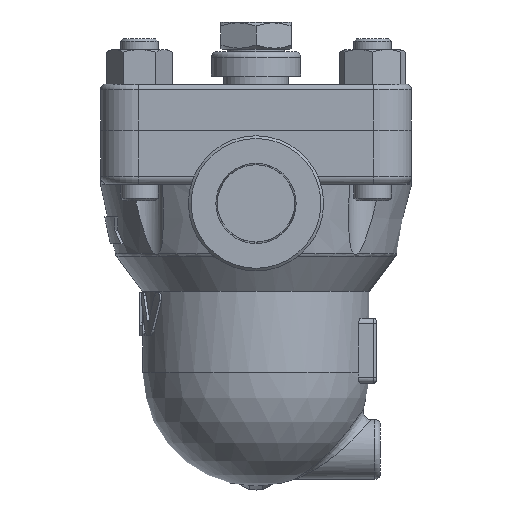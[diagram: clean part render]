
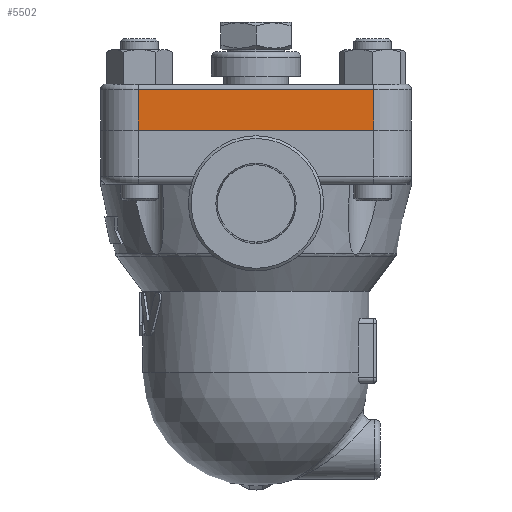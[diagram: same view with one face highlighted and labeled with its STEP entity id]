
A CAD part, left-side view. The second image highlights one B-rep face of the part: STEP entity #5502.
In plain terms, the highlighted planar face has unit normal (-1, 0, 0).
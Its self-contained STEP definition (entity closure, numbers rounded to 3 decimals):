
#4649=CARTESIAN_POINT('',(-57.5,-43.5,35.1));
#4650=VERTEX_POINT('',#4649);
#4683=CARTESIAN_POINT('',(-57.5,43.5,35.1));
#4684=VERTEX_POINT('',#4683);
#4692=CARTESIAN_POINT('',(-57.5,43.5,35.1));
#4693=DIRECTION('',(0.0,-1.0,0.0));
#4694=VECTOR('',#4693,87.);
#4695=LINE('',#4692,#4694);
#4696=EDGE_CURVE('',#4684,#4650,#4695,.T.);
#5380=CARTESIAN_POINT('',(-57.5,-43.5,20.1));
#5381=VERTEX_POINT('',#5380);
#5391=CARTESIAN_POINT('',(-57.5,43.5,20.1));
#5392=VERTEX_POINT('',#5391);
#5393=CARTESIAN_POINT('',(-57.5,43.5,20.1));
#5394=DIRECTION('',(0.0,-1.0,0.0));
#5395=VECTOR('',#5394,87.);
#5396=LINE('',#5393,#5395);
#5397=EDGE_CURVE('',#5392,#5381,#5396,.T.);
#5481=CARTESIAN_POINT('',(-57.5,-43.5,20.1));
#5482=DIRECTION('',(-1.0,0.0,0.0));
#5483=DIRECTION('',(0.0,0.0,1.0));
#5484=AXIS2_PLACEMENT_3D('',#5481,#5482,#5483);
#5485=PLANE('',#5484);
#5486=ORIENTED_EDGE('',*,*,#4696,.F.);
#5487=CARTESIAN_POINT('',(-57.5,43.5,20.1));
#5488=DIRECTION('',(0.0,0.0,1.0));
#5489=VECTOR('',#5488,15.);
#5490=LINE('',#5487,#5489);
#5491=EDGE_CURVE('',#5392,#4684,#5490,.T.);
#5492=ORIENTED_EDGE('',*,*,#5491,.F.);
#5493=ORIENTED_EDGE('',*,*,#5397,.T.);
#5494=CARTESIAN_POINT('',(-57.5,-43.5,20.1));
#5495=DIRECTION('',(0.0,0.0,1.0));
#5496=VECTOR('',#5495,15.);
#5497=LINE('',#5494,#5496);
#5498=EDGE_CURVE('',#5381,#4650,#5497,.T.);
#5499=ORIENTED_EDGE('',*,*,#5498,.T.);
#5500=EDGE_LOOP('',(#5486,#5492,#5493,#5499));
#5501=FACE_OUTER_BOUND('',#5500,.T.);
#5502=ADVANCED_FACE('',(#5501),#5485,.T.);
